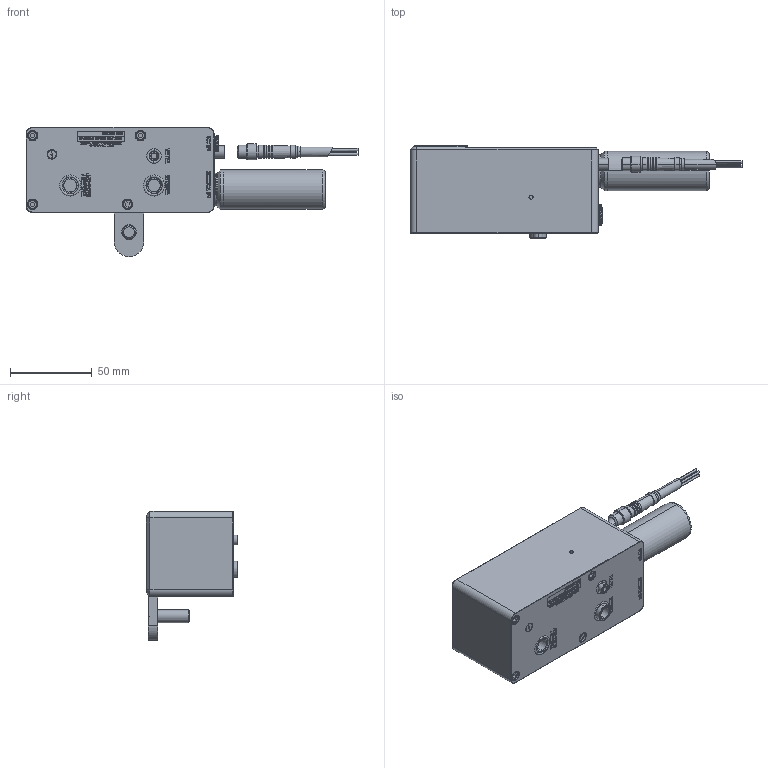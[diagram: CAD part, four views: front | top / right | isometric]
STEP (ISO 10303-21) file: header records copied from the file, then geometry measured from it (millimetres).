
FILE_DESCRIPTION (( 'STEP AP214' ), '1' );
FILE_NAME ('SV6052531-a.STEP', '2018-04-26T06:33:11', ( '' ), ( '' ), 'SwSTEP 2.0', 'SolidWorks 2017', '' );
FILE_SCHEMA (( 'AUTOMOTIVE_DESIGN' ));
Length unit declared in the file: millimetre
Products named in the file (1): SV6052531-a
Bounding box: 203 x 56.2 x 79 mm (x, y, z)
Volume: 337302.5 mm3; surface area: 60737 mm2
Topology: 10 solids, 13 shells, 2584 faces, 6771 edges, 4460 vertices
Faces by surface type: plane 1425, bspline 788, cylinder 303, cone 68
Entity records: 130426 total; most frequent: CARTESIAN_POINT 45937, ORIENTED_EDGE 13516, DIRECTION 9624, EDGE_CURVE 6758, VERTEX_POINT 4460, LINE 4456, VECTOR 4456, EDGE_LOOP 2864
